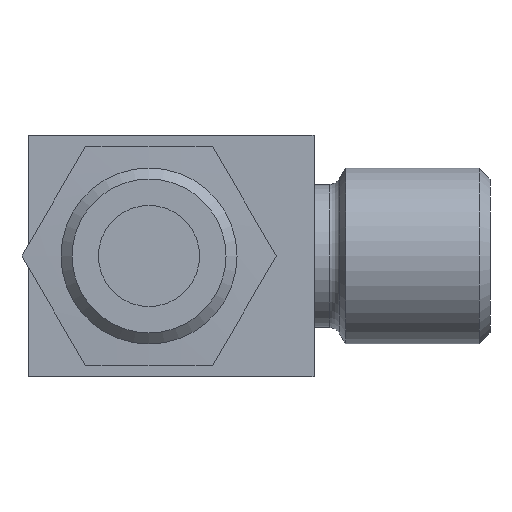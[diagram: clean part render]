
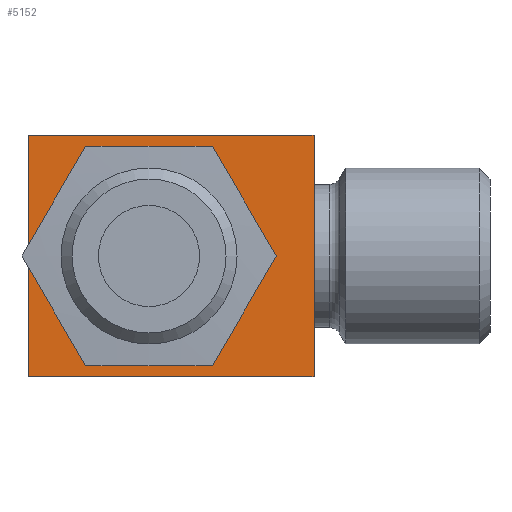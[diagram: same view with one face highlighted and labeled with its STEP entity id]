
A CAD part, front view. The second image highlights one B-rep face of the part: STEP entity #5152.
In plain terms, the highlighted face is planar.
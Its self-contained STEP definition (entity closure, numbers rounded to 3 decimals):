
#169=FACE_BOUND('',#1100,.T.);
#338=PLANE('',#5440);
#781=FACE_OUTER_BOUND('',#1099,.T.);
#1099=EDGE_LOOP('',(#4748,#4749,#4750,#4751));
#1100=EDGE_LOOP('',(#4752));
#1616=LINE('',#9052,#2124);
#1627=LINE('',#9097,#2135);
#1628=LINE('',#9099,#2136);
#1629=LINE('',#9100,#2137);
#2124=VECTOR('',#6317,10.);
#2135=VECTOR('',#6372,10.);
#2136=VECTOR('',#6373,10.);
#2137=VECTOR('',#6374,10.);
#2177=CIRCLE('',#5438,3.);
#2648=VERTEX_POINT('',#9048);
#2650=VERTEX_POINT('',#9051);
#2659=VERTEX_POINT('',#9086);
#2662=VERTEX_POINT('',#9096);
#2663=VERTEX_POINT('',#9098);
#3349=EDGE_CURVE('',#2648,#2650,#1616,.T.);
#3363=EDGE_CURVE('',#2659,#2659,#2177,.T.);
#3368=EDGE_CURVE('',#2662,#2648,#1627,.T.);
#3369=EDGE_CURVE('',#2662,#2663,#1628,.T.);
#3370=EDGE_CURVE('',#2650,#2663,#1629,.T.);
#4748=ORIENTED_EDGE('',*,*,#3368,.F.);
#4749=ORIENTED_EDGE('',*,*,#3369,.T.);
#4750=ORIENTED_EDGE('',*,*,#3370,.F.);
#4751=ORIENTED_EDGE('',*,*,#3349,.F.);
#4752=ORIENTED_EDGE('',*,*,#3363,.F.);
#5152=ADVANCED_FACE('',(#781,#169),#338,.T.);
#5438=AXIS2_PLACEMENT_3D('',#9087,#6362,#6363);
#5440=AXIS2_PLACEMENT_3D('',#9095,#6370,#6371);
#6317=DIRECTION('',(0.,0.,1.));
#6362=DIRECTION('center_axis',(-1.,0.,0.));
#6363=DIRECTION('ref_axis',(0.,0.,1.));
#6370=DIRECTION('center_axis',(-1.,0.,0.));
#6371=DIRECTION('ref_axis',(0.,-1.,0.));
#6372=DIRECTION('',(0.,1.,0.));
#6373=DIRECTION('',(0.,0.,1.));
#6374=DIRECTION('',(0.,-1.,0.));
#9048=CARTESIAN_POINT('',(-5.5,5.5,0.));
#9051=CARTESIAN_POINT('',(-5.5,5.5,13.));
#9052=CARTESIAN_POINT('',(-5.5,5.5,0.));
#9086=CARTESIAN_POINT('',(-5.5,0.,8.5));
#9087=CARTESIAN_POINT('Origin',(-5.5,0.,5.5));
#9095=CARTESIAN_POINT('Origin',(-5.5,5.5,0.));
#9096=CARTESIAN_POINT('',(-5.5,-5.5,0.));
#9097=CARTESIAN_POINT('',(-5.5,-5.5,0.));
#9098=CARTESIAN_POINT('',(-5.5,-5.5,13.));
#9099=CARTESIAN_POINT('',(-5.5,-5.5,0.));
#9100=CARTESIAN_POINT('',(-5.5,-5.5,13.));
